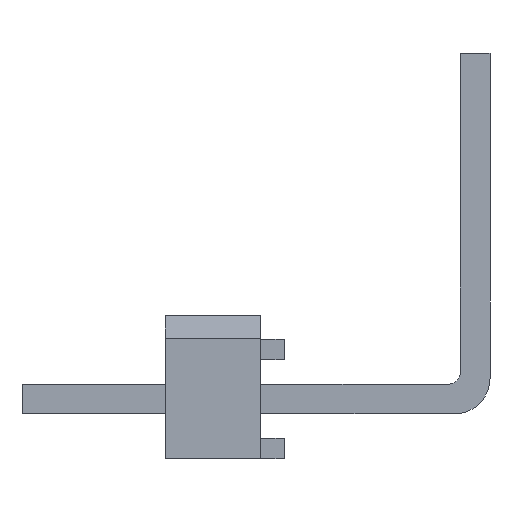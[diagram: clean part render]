
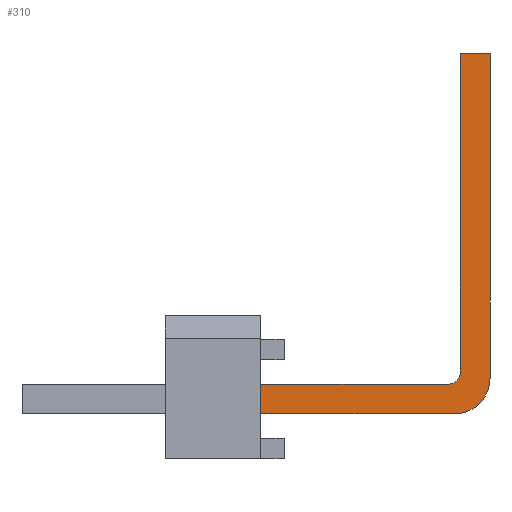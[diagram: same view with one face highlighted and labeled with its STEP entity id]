
A CAD part, left-side view. The second image highlights one B-rep face of the part: STEP entity #310.
In plain terms, the highlighted planar face has unit normal (-1, 0, 0).
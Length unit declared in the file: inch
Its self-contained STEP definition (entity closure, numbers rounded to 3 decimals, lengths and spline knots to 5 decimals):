
#310 = ADVANCED_FACE( '', ( #627 ), #628, .F. );
#627 = FACE_OUTER_BOUND( '', #962, .T. );
#628 = PLANE( '', #963 );
#962 = EDGE_LOOP( '', ( #2147, #2148, #2149, #2150, #2151, #2152, #2153, #2154 ) );
#963 = AXIS2_PLACEMENT_3D( '', #2155, #2156, #2157 );
#2147 = ORIENTED_EDGE( '', *, *, #2678, .F. );
#2148 = ORIENTED_EDGE( '', *, *, #2693, .F. );
#2149 = ORIENTED_EDGE( '', *, *, #2633, .F. );
#2150 = ORIENTED_EDGE( '', *, *, #2606, .F. );
#2151 = ORIENTED_EDGE( '', *, *, #2694, .F. );
#2152 = ORIENTED_EDGE( '', *, *, #2621, .F. );
#2153 = ORIENTED_EDGE( '', *, *, #2611, .T. );
#2154 = ORIENTED_EDGE( '', *, *, #2628, .F. );
#2155 = CARTESIAN_POINT( '', ( -0.1125, 0.0175, 0.0175 ) );
#2156 = DIRECTION( '', ( 1., 0., 0. ) );
#2157 = DIRECTION( '', ( 0., 0., -1. ) );
#2606 = EDGE_CURVE( '', #3211, #3213, #3214, .T. );
#2611 = EDGE_CURVE( '', #3217, #3221, #3223, .T. );
#2621 = EDGE_CURVE( '', #3217, #3242, #3243, .T. );
#2628 = EDGE_CURVE( '', #3252, #3221, #3254, .T. );
#2633 = EDGE_CURVE( '', #3213, #3262, #3263, .T. );
#2678 = EDGE_CURVE( '', #3340, #3252, #3342, .T. );
#2693 = EDGE_CURVE( '', #3262, #3340, #3365, .T. );
#2694 = EDGE_CURVE( '', #3242, #3211, #3366, .T. );
#3211 = VERTEX_POINT( '', #4188 );
#3213 = VERTEX_POINT( '', #4191 );
#3214 = LINE( '', #4192, #4193 );
#3217 = VERTEX_POINT( '', #4197 );
#3221 = VERTEX_POINT( '', #4202 );
#3223 = CIRCLE( '', #4205, 0.01 );
#3242 = VERTEX_POINT( '', #4229 );
#3243 = LINE( '', #4230, #4231 );
#3252 = VERTEX_POINT( '', #4243 );
#3254 = LINE( '', #4246, #4247 );
#3262 = VERTEX_POINT( '', #4256 );
#3263 = CIRCLE( '', #4257, 0.03 );
#3340 = VERTEX_POINT( '', #4377 );
#3342 = LINE( '', #4380, #4381 );
#3365 = LINE( '', #4418, #4419 );
#3366 = LINE( '', #4420, #4421 );
#4188 = CARTESIAN_POINT( '', ( -0.1125, -0.0125, 0.29 ) );
#4191 = CARTESIAN_POINT( '', ( -0.1125, -0.0125, 0.0175 ) );
#4192 = CARTESIAN_POINT( '', ( -0.1125, -0.0125, 0.29 ) );
#4193 = VECTOR( '', #4770, 39.37008 );
#4197 = CARTESIAN_POINT( '', ( -0.1125, 0.0125, 0.0225 ) );
#4202 = CARTESIAN_POINT( '', ( -0.1125, 0.0225, 0.0125 ) );
#4205 = AXIS2_PLACEMENT_3D( '', #4777, #4778, #4779 );
#4229 = CARTESIAN_POINT( '', ( -0.1125, 0.0125, 0.29 ) );
#4230 = CARTESIAN_POINT( '', ( -0.1125, 0.0125, 0.0225 ) );
#4231 = VECTOR( '', #4797, 39.37008 );
#4243 = CARTESIAN_POINT( '', ( -0.1125, 0.21, 0.0125 ) );
#4246 = CARTESIAN_POINT( '', ( -0.1125, 0.38, 0.0125 ) );
#4247 = VECTOR( '', #4808, 39.37008 );
#4256 = CARTESIAN_POINT( '', ( -0.1125, 0.0175, -0.0125 ) );
#4257 = AXIS2_PLACEMENT_3D( '', #4819, #4820, #4821 );
#4377 = CARTESIAN_POINT( '', ( -0.1125, 0.21, -0.0125 ) );
#4380 = CARTESIAN_POINT( '', ( -0.1125, 0.21, 0.0175 ) );
#4381 = VECTOR( '', #4866, 39.37008 );
#4418 = CARTESIAN_POINT( '', ( -0.1125, 0.0175, -0.0125 ) );
#4419 = VECTOR( '', #4881, 39.37008 );
#4420 = CARTESIAN_POINT( '', ( -0.1125, 0.0125, 0.29 ) );
#4421 = VECTOR( '', #4882, 39.37008 );
#4770 = DIRECTION( '', ( 0., 0., -1. ) );
#4777 = CARTESIAN_POINT( '', ( -0.1125, 0.0225, 0.0225 ) );
#4778 = DIRECTION( '', ( 1., 0., 0. ) );
#4779 = DIRECTION( '', ( 0., 0., -1. ) );
#4797 = DIRECTION( '', ( 0., 0., 1. ) );
#4808 = DIRECTION( '', ( 0., -1., 0. ) );
#4819 = CARTESIAN_POINT( '', ( -0.1125, 0.0175, 0.0175 ) );
#4820 = DIRECTION( '', ( 1., 0., 0. ) );
#4821 = DIRECTION( '', ( 0., 0., -1. ) );
#4866 = DIRECTION( '', ( 0., 0., 1. ) );
#4881 = DIRECTION( '', ( 0., 1., 0. ) );
#4882 = DIRECTION( '', ( 0., -1., 0. ) );
